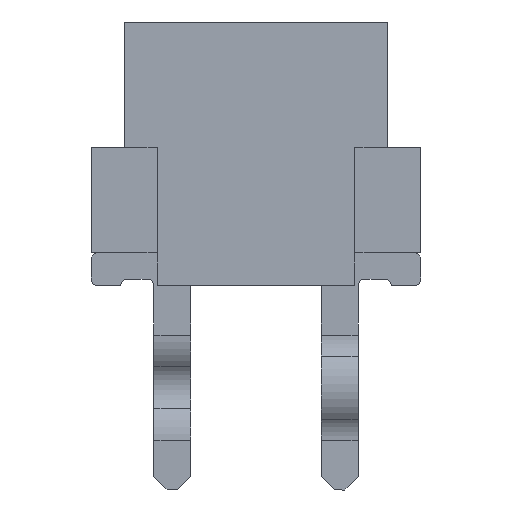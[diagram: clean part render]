
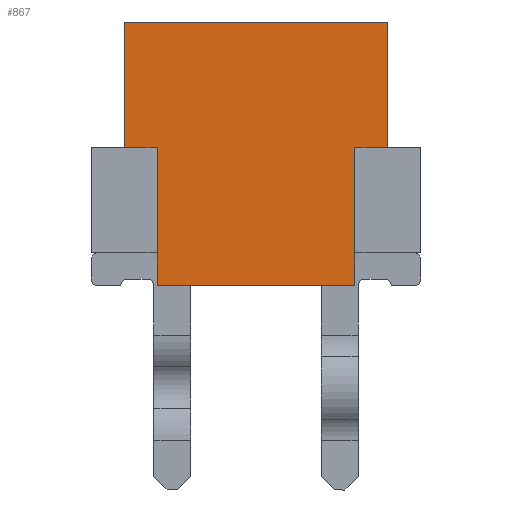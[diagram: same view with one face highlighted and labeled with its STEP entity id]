
A CAD part, left-side view. The second image highlights one B-rep face of the part: STEP entity #867.
In plain terms, the highlighted planar face has unit normal (-1, 0, 0).
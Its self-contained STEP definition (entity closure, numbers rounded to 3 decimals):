
#867 = ADVANCED_FACE( '', ( #2118 ), #2119, .F. );
#2118 = FACE_OUTER_BOUND( '', #3866, .T. );
#2119 = PLANE( '', #3867 );
#3866 = EDGE_LOOP( '', ( #5870, #5871, #5872, #5873, #5874, #5875, #5876, #5877, #5878, #5879 ) );
#3867 = AXIS2_PLACEMENT_3D( '', #5880, #5881, #5882 );
#5870 = ORIENTED_EDGE( '', *, *, #11268, .F. );
#5871 = ORIENTED_EDGE( '', *, *, #11269, .F. );
#5872 = ORIENTED_EDGE( '', *, *, #11270, .F. );
#5873 = ORIENTED_EDGE( '', *, *, #11271, .F. );
#5874 = ORIENTED_EDGE( '', *, *, #11272, .F. );
#5875 = ORIENTED_EDGE( '', *, *, #11273, .F. );
#5876 = ORIENTED_EDGE( '', *, *, #11274, .F. );
#5877 = ORIENTED_EDGE( '', *, *, #11275, .F. );
#5878 = ORIENTED_EDGE( '', *, *, #11276, .F. );
#5879 = ORIENTED_EDGE( '', *, *, #11277, .F. );
#5880 = CARTESIAN_POINT( '', ( -11.695, 0., 0. ) );
#5881 = DIRECTION( '', ( 1., 0., 0. ) );
#5882 = DIRECTION( '', ( 0., 0., -1. ) );
#11268 = EDGE_CURVE( '', #13692, #13693, #13694, .T. );
#11269 = EDGE_CURVE( '', #13695, #13692, #13696, .T. );
#11270 = EDGE_CURVE( '', #13697, #13695, #13698, .T. );
#11271 = EDGE_CURVE( '', #13699, #13697, #13700, .T. );
#11272 = EDGE_CURVE( '', #13701, #13699, #13702, .T. );
#11273 = EDGE_CURVE( '', #13703, #13701, #13704, .T. );
#11274 = EDGE_CURVE( '', #13705, #13703, #13706, .T. );
#11275 = EDGE_CURVE( '', #13707, #13705, #13708, .T. );
#11276 = EDGE_CURVE( '', #13709, #13707, #13710, .T. );
#11277 = EDGE_CURVE( '', #13693, #13709, #13711, .T. );
#13692 = VERTEX_POINT( '', #17187 );
#13693 = VERTEX_POINT( '', #17188 );
#13694 = LINE( '', #17189, #17190 );
#13695 = VERTEX_POINT( '', #17191 );
#13696 = LINE( '', #17192, #17193 );
#13697 = VERTEX_POINT( '', #17194 );
#13698 = LINE( '', #17195, #17196 );
#13699 = VERTEX_POINT( '', #17197 );
#13700 = LINE( '', #17198, #17199 );
#13701 = VERTEX_POINT( '', #17200 );
#13702 = LINE( '', #17201, #17202 );
#13703 = VERTEX_POINT( '', #17203 );
#13704 = LINE( '', #17204, #17205 );
#13705 = VERTEX_POINT( '', #17206 );
#13706 = LINE( '', #17207, #17208 );
#13707 = VERTEX_POINT( '', #17209 );
#13708 = LINE( '', #17210, #17211 );
#13709 = VERTEX_POINT( '', #17212 );
#13710 = LINE( '', #17213, #17214 );
#13711 = LINE( '', #17215, #17216 );
#17187 = CARTESIAN_POINT( '', ( -11.695, -1.5, 0. ) );
#17188 = CARTESIAN_POINT( '', ( -11.695, -1.5, -1.6 ) );
#17189 = CARTESIAN_POINT( '', ( -11.695, -1.5, 0. ) );
#17190 = VECTOR( '', #21595, 1000. );
#17191 = CARTESIAN_POINT( '', ( -11.695, -2., 0. ) );
#17192 = CARTESIAN_POINT( '', ( -11.695, -2., 0. ) );
#17193 = VECTOR( '', #21596, 1000. );
#17194 = CARTESIAN_POINT( '', ( -11.695, -2., 1.9 ) );
#17195 = CARTESIAN_POINT( '', ( -11.695, -2., 1.9 ) );
#17196 = VECTOR( '', #21597, 1000. );
#17197 = CARTESIAN_POINT( '', ( -11.695, 2., 1.9 ) );
#17198 = CARTESIAN_POINT( '', ( -11.695, 2., 1.9 ) );
#17199 = VECTOR( '', #21598, 1000. );
#17200 = CARTESIAN_POINT( '', ( -11.695, 2., 0. ) );
#17201 = CARTESIAN_POINT( '', ( -11.695, 2., 0. ) );
#17202 = VECTOR( '', #21599, 1000. );
#17203 = CARTESIAN_POINT( '', ( -11.695, 1.5, 0. ) );
#17204 = CARTESIAN_POINT( '', ( -11.695, 1.5, 0. ) );
#17205 = VECTOR( '', #21600, 1000. );
#17206 = CARTESIAN_POINT( '', ( -11.695, 1.5, -1.6 ) );
#17207 = CARTESIAN_POINT( '', ( -11.695, 1.5, -2.1 ) );
#17208 = VECTOR( '', #21601, 1000. );
#17209 = CARTESIAN_POINT( '', ( -11.695, 1.5, -2.1 ) );
#17210 = CARTESIAN_POINT( '', ( -11.695, 1.5, -2.1 ) );
#17211 = VECTOR( '', #21602, 1000. );
#17212 = CARTESIAN_POINT( '', ( -11.695, -1.5, -2.1 ) );
#17213 = CARTESIAN_POINT( '', ( -11.695, -1.5, -2.1 ) );
#17214 = VECTOR( '', #21603, 1000. );
#17215 = CARTESIAN_POINT( '', ( -11.695, -1.5, 0. ) );
#17216 = VECTOR( '', #21604, 1000. );
#21595 = DIRECTION( '', ( 0., 0., -1. ) );
#21596 = DIRECTION( '', ( 0., 1., 0. ) );
#21597 = DIRECTION( '', ( 0., 0., -1. ) );
#21598 = DIRECTION( '', ( 0., -1., 0. ) );
#21599 = DIRECTION( '', ( 0., 0., 1. ) );
#21600 = DIRECTION( '', ( 0., 1., 0. ) );
#21601 = DIRECTION( '', ( 0., 0., 1. ) );
#21602 = DIRECTION( '', ( 0., 0., 1. ) );
#21603 = DIRECTION( '', ( 0., 1., 0. ) );
#21604 = DIRECTION( '', ( 0., 0., -1. ) );
